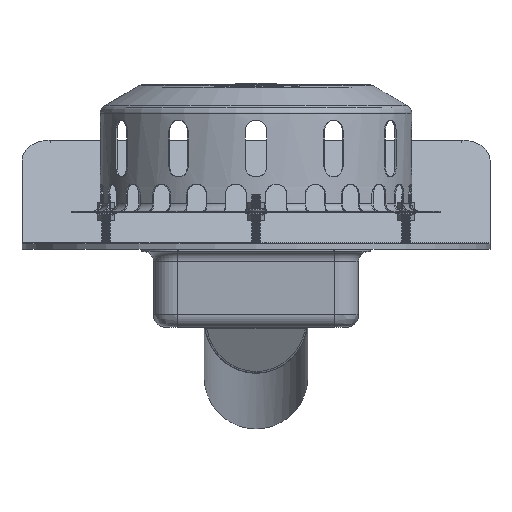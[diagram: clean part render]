
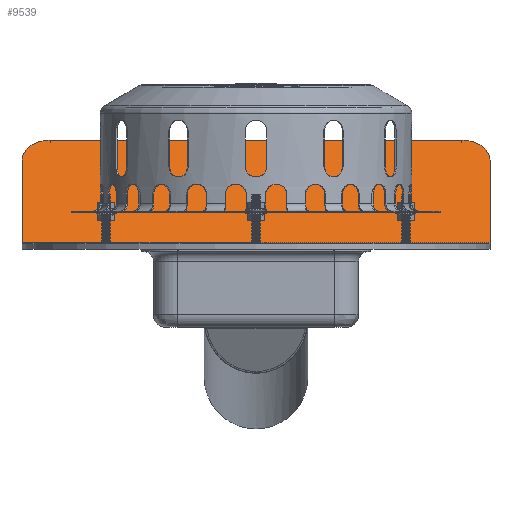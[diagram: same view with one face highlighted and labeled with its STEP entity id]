
A CAD part, left-side view. The second image highlights one B-rep face of the part: STEP entity #9539.
In plain terms, the highlighted planar face has unit normal (-0.707, 0, 0.707).
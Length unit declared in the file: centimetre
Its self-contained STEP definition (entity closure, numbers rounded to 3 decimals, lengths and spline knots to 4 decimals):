
#950=CIRCLE('',#10176,20.);
#952=CIRCLE('',#10179,20.);
#1473=FACE_OUTER_BOUND('',#2006,.T.);
#2006=EDGE_LOOP('',(#6752,#6753,#6754,#6755,#6756,#6757));
#2601=LINE('',#14495,#3243);
#2611=LINE('',#14533,#3253);
#2617=LINE('',#14548,#3259);
#2618=LINE('',#14549,#3260);
#3243=VECTOR('',#11569,1.);
#3253=VECTOR('',#11605,1.);
#3259=VECTOR('',#11623,1.);
#3260=VECTOR('',#11624,1.);
#3901=VERTEX_POINT('',#14488);
#3904=VERTEX_POINT('',#14493);
#3910=VERTEX_POINT('',#14508);
#3911=VERTEX_POINT('',#14510);
#3914=VERTEX_POINT('',#14517);
#3915=VERTEX_POINT('',#14519);
#4959=EDGE_CURVE('',#3904,#3901,#2601,.T.);
#4966=EDGE_CURVE('',#3911,#3910,#950,.T.);
#4970=EDGE_CURVE('',#3915,#3914,#952,.T.);
#4977=EDGE_CURVE('',#3910,#3915,#2611,.T.);
#4985=EDGE_CURVE('',#3911,#3904,#2617,.T.);
#4986=EDGE_CURVE('',#3914,#3901,#2618,.T.);
#6752=ORIENTED_EDGE('',*,*,#4959,.F.);
#6753=ORIENTED_EDGE('',*,*,#4985,.F.);
#6754=ORIENTED_EDGE('',*,*,#4966,.T.);
#6755=ORIENTED_EDGE('',*,*,#4977,.T.);
#6756=ORIENTED_EDGE('',*,*,#4970,.T.);
#6757=ORIENTED_EDGE('',*,*,#4986,.T.);
#9307=PLANE('',#10189);
#9539=ADVANCED_FACE('',(#1473),#9307,.F.);
#10176=AXIS2_PLACEMENT_3D('',#14511,#11583,#11584);
#10179=AXIS2_PLACEMENT_3D('',#14520,#11591,#11592);
#10189=AXIS2_PLACEMENT_3D('',#14547,#11621,#11622);
#11569=DIRECTION('',(0.,1.,0.));
#11583=DIRECTION('center_axis',(-0.707,0.,
0.707));
#11584=DIRECTION('ref_axis',(0.,-1.,0.));
#11591=DIRECTION('center_axis',(-0.707,0.,
0.707));
#11592=DIRECTION('ref_axis',(0.707,0.,0.707));
#11605=DIRECTION('',(0.,1.,0.));
#11621=DIRECTION('center_axis',(0.707,0.,
-0.707));
#11622=DIRECTION('ref_axis',(0.,1.,0.));
#11623=DIRECTION('',(-0.707,0.,-0.707));
#11624=DIRECTION('',(-0.707,0.,-0.707));
#14488=CARTESIAN_POINT('',(298.9289,165.,4.5858));
#14493=CARTESIAN_POINT('',(298.9289,-165.,4.5858));
#14495=CARTESIAN_POINT('',(298.9289,0.,4.5858));
#14508=CARTESIAN_POINT('',(371.4178,-145.,77.0746));
#14510=CARTESIAN_POINT('',(357.2756,-165.,62.9325));
#14511=CARTESIAN_POINT('Origin',(357.2756,-145.,62.9325));
#14517=CARTESIAN_POINT('',(357.2756,165.,62.9325));
#14519=CARTESIAN_POINT('',(371.4178,145.,77.0746));
#14520=CARTESIAN_POINT('Origin',(357.2756,145.,62.9325));
#14533=CARTESIAN_POINT('',(371.4178,-145.,77.0746));
#14547=CARTESIAN_POINT('Origin',(331.5477,0.,
37.2045));
#14548=CARTESIAN_POINT('',(296.6863,-165.,2.3431));
#14549=CARTESIAN_POINT('',(357.2756,165.,62.9325));
